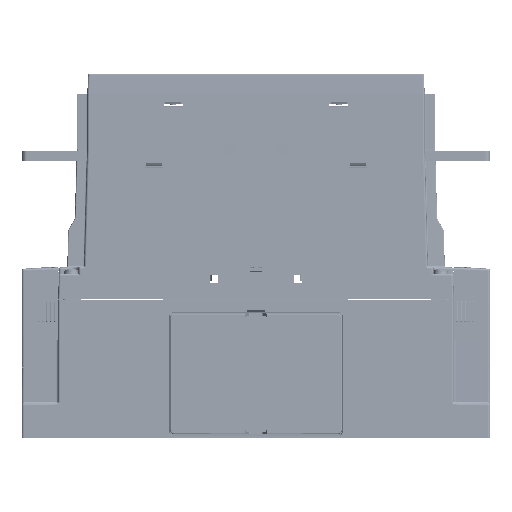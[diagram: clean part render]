
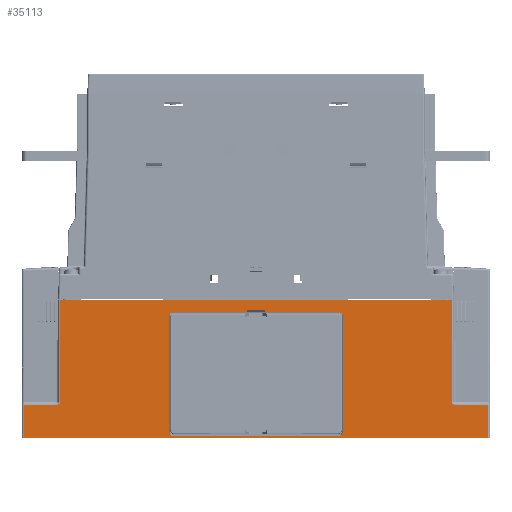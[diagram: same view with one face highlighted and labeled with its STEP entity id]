
A CAD part, left-side view. The second image highlights one B-rep face of the part: STEP entity #35113.
In plain terms, the highlighted planar face has unit normal (-1, 0, 0).
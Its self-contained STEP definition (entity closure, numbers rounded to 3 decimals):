
#1206=ELLIPSE('',#117723,1.552,1.5);
#1461=ELLIPSE('',#118306,1.5,1.5);
#1462=ELLIPSE('',#118307,1.552,1.5);
#1463=ELLIPSE('',#118308,1.5,1.5);
#5692=FACE_BOUND('',#45025,.T.);
#5693=FACE_BOUND('',#45026,.T.);
#7640=PLANE('',#118311);
#13450=LINE('',#219282,#25216);
#13454=LINE('',#219290,#25220);
#13961=LINE('',#220481,#25727);
#13962=LINE('',#220482,#25728);
#13963=LINE('',#220486,#25729);
#13964=LINE('',#220489,#25730);
#13965=LINE('',#220491,#25731);
#13966=LINE('',#220493,#25732);
#13967=LINE('',#220497,#25733);
#13968=LINE('',#220499,#25734);
#13969=LINE('',#220501,#25735);
#13970=LINE('',#220505,#25736);
#13971=LINE('',#220507,#25737);
#13972=LINE('',#220509,#25738);
#13973=LINE('',#220511,#25739);
#13974=LINE('',#220513,#25740);
#25216=VECTOR('',#135856,1.);
#25220=VECTOR('',#135860,1.);
#25727=VECTOR('',#136821,1.);
#25728=VECTOR('',#136822,1.);
#25729=VECTOR('',#136825,1.);
#25730=VECTOR('',#136828,1.);
#25731=VECTOR('',#136829,1.);
#25732=VECTOR('',#136830,1.);
#25733=VECTOR('',#136833,1.);
#25734=VECTOR('',#136834,1.);
#25735=VECTOR('',#136835,1.);
#25736=VECTOR('',#136838,1.);
#25737=VECTOR('',#136839,1.);
#25738=VECTOR('',#136840,1.);
#25739=VECTOR('',#136841,1.);
#25740=VECTOR('',#136842,1.);
#35113=ADVANCED_FACE('',(#5692,#5693),#7640,.F.);
#45025=EDGE_LOOP('',(#63179,#63180,#63181,#63182,#63183,#63184,#63185,#63186,
#63187,#63188,#63189,#63190));
#45026=EDGE_LOOP('',(#63191,#63192,#63193,#63194,#63195,#63196,#63197,#63198,
#63199,#63200));
#49348=CIRCLE('',#118309,1.5);
#49349=CIRCLE('',#118310,1.5);
#63179=ORIENTED_EDGE('',*,*,#101575,.T.);
#63180=ORIENTED_EDGE('',*,*,#102197,.T.);
#63181=ORIENTED_EDGE('',*,*,#102198,.T.);
#63182=ORIENTED_EDGE('',*,*,#100752,.T.);
#63183=ORIENTED_EDGE('',*,*,#102199,.T.);
#63184=ORIENTED_EDGE('',*,*,#102200,.T.);
#63185=ORIENTED_EDGE('',*,*,#102201,.T.);
#63186=ORIENTED_EDGE('',*,*,#102202,.T.);
#63187=ORIENTED_EDGE('',*,*,#101579,.T.);
#63188=ORIENTED_EDGE('',*,*,#102203,.T.);
#63189=ORIENTED_EDGE('',*,*,#102204,.F.);
#63190=ORIENTED_EDGE('',*,*,#102205,.F.);
#63191=ORIENTED_EDGE('',*,*,#102206,.T.);
#63192=ORIENTED_EDGE('',*,*,#102207,.T.);
#63193=ORIENTED_EDGE('',*,*,#102208,.T.);
#63194=ORIENTED_EDGE('',*,*,#102209,.T.);
#63195=ORIENTED_EDGE('',*,*,#102210,.T.);
#63196=ORIENTED_EDGE('',*,*,#102211,.T.);
#63197=ORIENTED_EDGE('',*,*,#102212,.T.);
#63198=ORIENTED_EDGE('',*,*,#102213,.F.);
#63199=ORIENTED_EDGE('',*,*,#102214,.T.);
#63200=ORIENTED_EDGE('',*,*,#102215,.T.);
#85365=VERTEX_POINT('',#217488);
#85366=VERTEX_POINT('',#217490);
#86115=VERTEX_POINT('',#219281);
#86116=VERTEX_POINT('',#219283);
#86119=VERTEX_POINT('',#219289);
#86120=VERTEX_POINT('',#219291);
#86576=VERTEX_POINT('',#220480);
#86577=VERTEX_POINT('',#220483);
#86578=VERTEX_POINT('',#220485);
#86579=VERTEX_POINT('',#220487);
#86580=VERTEX_POINT('',#220490);
#86581=VERTEX_POINT('',#220492);
#86582=VERTEX_POINT('',#220495);
#86583=VERTEX_POINT('',#220496);
#86584=VERTEX_POINT('',#220498);
#86585=VERTEX_POINT('',#220500);
#86586=VERTEX_POINT('',#220502);
#86587=VERTEX_POINT('',#220504);
#86588=VERTEX_POINT('',#220506);
#86589=VERTEX_POINT('',#220508);
#86590=VERTEX_POINT('',#220510);
#86591=VERTEX_POINT('',#220512);
#100752=EDGE_CURVE('',#85366,#85365,#1206,.T.);
#101575=EDGE_CURVE('',#86116,#86115,#13450,.T.);
#101579=EDGE_CURVE('',#86120,#86119,#13454,.T.);
#102197=EDGE_CURVE('',#86115,#86576,#1461,.T.);
#102198=EDGE_CURVE('',#86576,#85366,#13961,.T.);
#102199=EDGE_CURVE('',#85365,#86577,#13962,.T.);
#102200=EDGE_CURVE('',#86577,#86578,#1462,.T.);
#102201=EDGE_CURVE('',#86578,#86579,#13963,.T.);
#102202=EDGE_CURVE('',#86579,#86120,#1463,.T.);
#102203=EDGE_CURVE('',#86119,#86580,#13964,.T.);
#102204=EDGE_CURVE('',#86581,#86580,#13965,.T.);
#102205=EDGE_CURVE('',#86116,#86581,#13966,.T.);
#102206=EDGE_CURVE('',#86582,#86583,#49348,.T.);
#102207=EDGE_CURVE('',#86583,#86584,#13967,.T.);
#102208=EDGE_CURVE('',#86584,#86585,#13968,.T.);
#102209=EDGE_CURVE('',#86585,#86586,#13969,.T.);
#102210=EDGE_CURVE('',#86586,#86587,#49349,.T.);
#102211=EDGE_CURVE('',#86587,#86588,#13970,.T.);
#102212=EDGE_CURVE('',#86588,#86589,#13971,.T.);
#102213=EDGE_CURVE('',#86590,#86589,#13972,.T.);
#102214=EDGE_CURVE('',#86590,#86591,#13973,.T.);
#102215=EDGE_CURVE('',#86591,#86582,#13974,.T.);
#117723=AXIS2_PLACEMENT_3D('',#217489,#134559,#134560);
#118306=AXIS2_PLACEMENT_3D('',#220479,#136819,#136820);
#118307=AXIS2_PLACEMENT_3D('',#220484,#136823,#136824);
#118308=AXIS2_PLACEMENT_3D('',#220488,#136826,#136827);
#118309=AXIS2_PLACEMENT_3D('',#220494,#136831,#136832);
#118310=AXIS2_PLACEMENT_3D('',#220503,#136836,#136837);
#118311=AXIS2_PLACEMENT_3D('',#220514,#136843,#136844);
#134559=DIRECTION('',(1.,0.,0.));
#134560=DIRECTION('',(0.,-0.033,-0.999));
#135856=DIRECTION('',(0.,-1.,0.));
#135860=DIRECTION('',(0.,-1.,0.));
#136819=DIRECTION('',(1.,0.,0.));
#136820=DIRECTION('',(0.,0.707,-0.707));
#136821=DIRECTION('',(0.,0.,-1.));
#136822=DIRECTION('',(0.,1.,0.));
#136823=DIRECTION('',(1.,0.,0.));
#136824=DIRECTION('',(0.,-0.033,0.999));
#136825=DIRECTION('',(0.,0.,1.));
#136826=DIRECTION('',(1.,0.,0.));
#136827=DIRECTION('',(0.,0.707,0.707));
#136828=DIRECTION('',(0.,0.,1.));
#136829=DIRECTION('',(0.,1.,0.));
#136830=DIRECTION('',(0.,0.,1.));
#136831=DIRECTION('',(1.,0.,0.));
#136832=DIRECTION('',(0.,0.,-1.));
#136833=DIRECTION('',(0.,0.,1.));
#136834=DIRECTION('',(0.,1.,0.));
#136835=DIRECTION('',(0.,0.,-1.));
#136836=DIRECTION('',(1.,0.,0.));
#136837=DIRECTION('',(0.,0.,-1.));
#136838=DIRECTION('',(0.,1.,-0.009));
#136839=DIRECTION('',(0.,0.,-1.));
#136840=DIRECTION('',(0.,1.,0.));
#136841=DIRECTION('',(0.,0.,1.));
#136842=DIRECTION('',(0.,1.,0.009));
#136843=DIRECTION('',(1.,0.,0.));
#136844=DIRECTION('',(0.,0.,-1.));
#217488=CARTESIAN_POINT('',(-70.,-41.592,-2.3));
#217489=CARTESIAN_POINT('',(-70.,-41.589,-0.748));
#217490=CARTESIAN_POINT('',(-70.,-43.089,-0.751));
#219281=CARTESIAN_POINT('',(-70.,-41.589,59.189));
#219282=CARTESIAN_POINT('',(-70.,0.,59.189));
#219283=CARTESIAN_POINT('',(-70.,-4.5,59.189));
#219289=CARTESIAN_POINT('',(-70.,4.5,59.189));
#219290=CARTESIAN_POINT('',(-70.,0.,59.189));
#219291=CARTESIAN_POINT('',(-70.,41.589,59.189));
#220479=CARTESIAN_POINT('',(-70.,-41.589,57.689));
#220480=CARTESIAN_POINT('',(-70.,-43.089,57.689));
#220481=CARTESIAN_POINT('',(-70.,-43.089,3.2));
#220482=CARTESIAN_POINT('',(-70.,0.,-2.3));
#220483=CARTESIAN_POINT('',(-70.,41.592,-2.3));
#220484=CARTESIAN_POINT('',(-70.,41.589,-0.748));
#220485=CARTESIAN_POINT('',(-70.,43.089,-0.751));
#220486=CARTESIAN_POINT('',(-70.,43.089,3.2));
#220487=CARTESIAN_POINT('',(-70.,43.089,57.689));
#220488=CARTESIAN_POINT('',(-70.,41.589,57.689));
#220489=CARTESIAN_POINT('',(-70.,4.5,3.2));
#220490=CARTESIAN_POINT('',(-70.,4.5,60.4));
#220491=CARTESIAN_POINT('',(-70.,-4.5,60.4));
#220492=CARTESIAN_POINT('',(-70.,-4.5,60.4));
#220493=CARTESIAN_POINT('',(-70.,-4.5,39.24));
#220494=CARTESIAN_POINT('',(-70.,-99.,14.653));
#220495=CARTESIAN_POINT('',(-70.,-98.987,13.153));
#220496=CARTESIAN_POINT('',(-70.,-97.5,14.653));
#220497=CARTESIAN_POINT('',(-70.,-97.5,3.2));
#220498=CARTESIAN_POINT('',(-70.,-97.5,65.4));
#220499=CARTESIAN_POINT('',(-70.,0.,65.4));
#220500=CARTESIAN_POINT('',(-70.,97.5,65.4));
#220501=CARTESIAN_POINT('',(-70.,97.5,3.2));
#220502=CARTESIAN_POINT('',(-70.,97.5,14.653));
#220503=CARTESIAN_POINT('',(-70.,99.,14.653));
#220504=CARTESIAN_POINT('',(-70.,98.987,13.153));
#220505=CARTESIAN_POINT('',(-70.,0.094,14.016));
#220506=CARTESIAN_POINT('',(-70.,115.5,13.009));
#220507=CARTESIAN_POINT('',(-70.,115.5,3.2));
#220508=CARTESIAN_POINT('',(-70.,115.5,-3.5));
#220509=CARTESIAN_POINT('',(-70.,-96.567,-3.5));
#220510=CARTESIAN_POINT('',(-70.,-115.5,-3.5));
#220511=CARTESIAN_POINT('',(-70.,-115.5,3.2));
#220512=CARTESIAN_POINT('',(-70.,-115.5,13.009));
#220513=CARTESIAN_POINT('',(-70.,-0.094,14.016));
#220514=CARTESIAN_POINT('',(-70.,0.,3.2));
